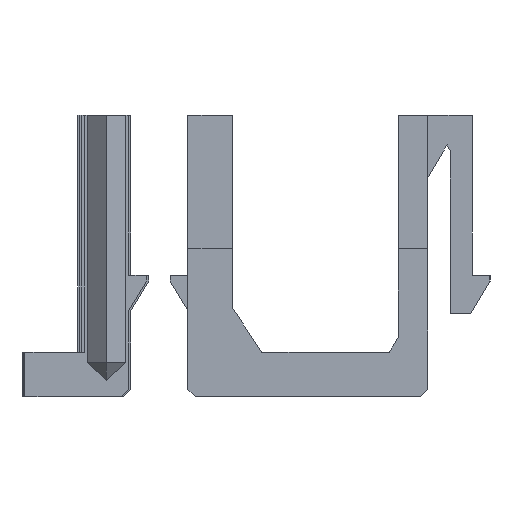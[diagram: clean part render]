
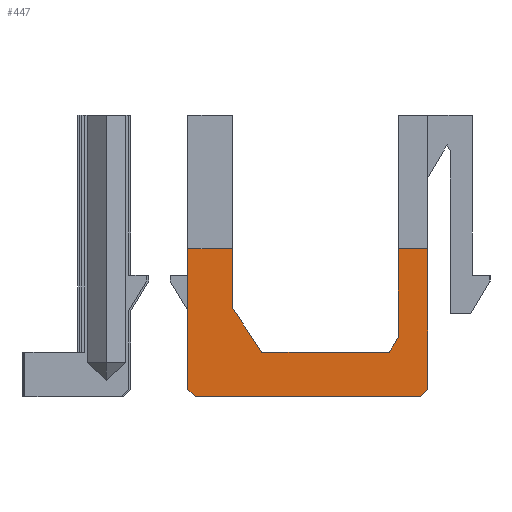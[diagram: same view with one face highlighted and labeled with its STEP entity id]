
A CAD part, left-side view. The second image highlights one B-rep face of the part: STEP entity #447.
In plain terms, the highlighted planar face has unit normal (-1, 0, 0).
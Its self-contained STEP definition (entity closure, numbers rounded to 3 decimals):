
#447=ADVANCED_FACE('',(#1025),#9692,.T.);
#1025=FACE_OUTER_BOUND('',#1605,.T.);
#1605=EDGE_LOOP('',(#3328,#3329,#3330,#3331,#3332,#3333,#3334,#3335,#3336,
#3337,#3338,#3339));
#3328=ORIENTED_EDGE('',*,*,#5903,.T.);
#3329=ORIENTED_EDGE('',*,*,#5812,.T.);
#3330=ORIENTED_EDGE('',*,*,#5770,.T.);
#3331=ORIENTED_EDGE('',*,*,#5767,.F.);
#3332=ORIENTED_EDGE('',*,*,#5848,.T.);
#3333=ORIENTED_EDGE('',*,*,#5902,.T.);
#3334=ORIENTED_EDGE('',*,*,#5891,.T.);
#3335=ORIENTED_EDGE('',*,*,#5889,.T.);
#3336=ORIENTED_EDGE('',*,*,#5885,.T.);
#3337=ORIENTED_EDGE('',*,*,#5769,.F.);
#3338=ORIENTED_EDGE('',*,*,#5768,.T.);
#3339=ORIENTED_EDGE('',*,*,#5907,.T.);
#5767=EDGE_CURVE('',#8785,#8787,#7458,.T.);
#5768=EDGE_CURVE('',#8786,#8854,#7459,.T.);
#5769=EDGE_CURVE('',#8786,#8784,#7460,.T.);
#5770=EDGE_CURVE('',#8788,#8787,#7461,.T.);
#5812=EDGE_CURVE('',#8789,#8788,#7493,.T.);
#5848=EDGE_CURVE('',#8785,#8846,#7529,.T.);
#5885=EDGE_CURVE('',#8842,#8784,#7562,.T.);
#5889=EDGE_CURVE('',#8844,#8842,#7566,.T.);
#5891=EDGE_CURVE('',#8848,#8844,#7568,.T.);
#5902=EDGE_CURVE('',#8846,#8848,#7578,.T.);
#5903=EDGE_CURVE('',#8855,#8789,#7579,.T.);
#5907=EDGE_CURVE('',#8854,#8855,#7583,.T.);
#7458=B_SPLINE_CURVE_WITH_KNOTS('',1,(#13589,#13590),.UNSPECIFIED.,.F.,
 .F.,(2,2),(-61.4,-59.4),.UNSPECIFIED.);
#7459=B_SPLINE_CURVE_WITH_KNOTS('',1,(#13591,#13592),.UNSPECIFIED.,.F.,
 .F.,(2,2),(0.628,0.968),.UNSPECIFIED.);
#7460=B_SPLINE_CURVE_WITH_KNOTS('',1,(#13593,#13594),.UNSPECIFIED.,.F.,
 .F.,(2,2),(-47.2,-45.2),.UNSPECIFIED.);
#7461=B_SPLINE_CURVE_WITH_KNOTS('',1,(#13595,#13596),.UNSPECIFIED.,.F.,
 .F.,(2,2),(3.,3.203),.UNSPECIFIED.);
#7493=B_SPLINE_CURVE_WITH_KNOTS('',1,(#13683,#13684),.UNSPECIFIED.,.F.,
 .F.,(2,2),(2.,3.),.UNSPECIFIED.);
#7529=B_SPLINE_CURVE_WITH_KNOTS('',1,(#13755,#13756),.UNSPECIFIED.,.F.,
 .F.,(2,2),(-10.,-0.5),.UNSPECIFIED.);
#7562=B_SPLINE_CURVE_WITH_KNOTS('',1,(#13936,#13937),.UNSPECIFIED.,.F.,
 .F.,(2,2),(-47.306,-37.806),.UNSPECIFIED.);
#7566=B_SPLINE_CURVE_WITH_KNOTS('',1,(#13944,#13945),.UNSPECIFIED.,.F.,
 .F.,(2,2),(-1.,0.),.UNSPECIFIED.);
#7568=B_SPLINE_CURVE_WITH_KNOTS('',1,(#13948,#13949),.UNSPECIFIED.,.F.,
 .F.,(2,2),(-59.222,-44.022),.UNSPECIFIED.);
#7578=B_SPLINE_CURVE_WITH_KNOTS('',1,(#13971,#13972),.UNSPECIFIED.,.F.,
 .F.,(2,2),(0.,1.),.UNSPECIFIED.);
#7579=B_SPLINE_CURVE_WITH_KNOTS('',1,(#13973,#13974),.UNSPECIFIED.,.F.,
 .F.,(2,2),(1.065,2.),.UNSPECIFIED.);
#7583=B_SPLINE_CURVE_WITH_KNOTS('',1,(#13981,#13982),.UNSPECIFIED.,.F.,
 .F.,(2,2),(0.,1.),.UNSPECIFIED.);
#8784=VERTEX_POINT('',#13419);
#8785=VERTEX_POINT('',#13420);
#8786=VERTEX_POINT('',#13421);
#8787=VERTEX_POINT('',#13422);
#8788=VERTEX_POINT('',#13423);
#8789=VERTEX_POINT('',#13424);
#8842=VERTEX_POINT('',#13477);
#8844=VERTEX_POINT('',#13479);
#8846=VERTEX_POINT('',#13481);
#8848=VERTEX_POINT('',#13483);
#8854=VERTEX_POINT('',#13489);
#8855=VERTEX_POINT('',#13490);
#9692=PLANE('',#10214);
#10214=AXIS2_PLACEMENT_3D('',#13230,#10719,$);
#10719=DIRECTION('',(-1.,0.,0.));
#13230=CARTESIAN_POINT('',(-7.2,-8.1,0.));
#13419=CARTESIAN_POINT('',(-7.2,-8.1,10.));
#13420=CARTESIAN_POINT('',(-7.2,8.1,10.));
#13421=CARTESIAN_POINT('',(-7.2,-6.1,10.));
#13422=CARTESIAN_POINT('',(-7.2,5.1,10.));
#13423=CARTESIAN_POINT('',(-7.2,5.1,6.));
#13424=CARTESIAN_POINT('',(-7.2,3.1,3.));
#13477=CARTESIAN_POINT('',(-7.2,-8.1,0.5));
#13479=CARTESIAN_POINT('',(-7.2,-7.6,0.));
#13481=CARTESIAN_POINT('',(-7.2,8.1,0.5));
#13483=CARTESIAN_POINT('',(-7.2,7.6,0.));
#13489=CARTESIAN_POINT('',(-7.2,-6.1,4.));
#13490=CARTESIAN_POINT('',(-7.2,-5.5,3.));
#13589=CARTESIAN_POINT('',(-7.2,8.1,10.));
#13590=CARTESIAN_POINT('',(-7.2,5.1,10.));
#13591=CARTESIAN_POINT('',(-7.2,-6.1,10.));
#13592=CARTESIAN_POINT('',(-7.2,-6.1,4.));
#13593=CARTESIAN_POINT('',(-7.2,-6.1,10.));
#13594=CARTESIAN_POINT('',(-7.2,-8.1,10.));
#13595=CARTESIAN_POINT('',(-7.2,5.1,6.));
#13596=CARTESIAN_POINT('',(-7.2,5.1,10.));
#13683=CARTESIAN_POINT('',(-7.2,3.1,3.));
#13684=CARTESIAN_POINT('',(-7.2,5.1,6.));
#13755=CARTESIAN_POINT('',(-7.2,8.1,10.));
#13756=CARTESIAN_POINT('',(-7.2,8.1,0.5));
#13936=CARTESIAN_POINT('',(-7.2,-8.1,0.5));
#13937=CARTESIAN_POINT('',(-7.2,-8.1,10.));
#13944=CARTESIAN_POINT('',(-7.2,-7.6,0.));
#13945=CARTESIAN_POINT('',(-7.2,-8.1,0.5));
#13948=CARTESIAN_POINT('',(-7.2,7.6,0.));
#13949=CARTESIAN_POINT('',(-7.2,-7.6,0.));
#13971=CARTESIAN_POINT('',(-7.2,8.1,0.5));
#13972=CARTESIAN_POINT('',(-7.2,7.6,0.));
#13973=CARTESIAN_POINT('',(-7.2,-5.5,3.));
#13974=CARTESIAN_POINT('',(-7.2,3.1,3.));
#13981=CARTESIAN_POINT('',(-7.2,-6.1,4.));
#13982=CARTESIAN_POINT('',(-7.2,-5.5,3.));
